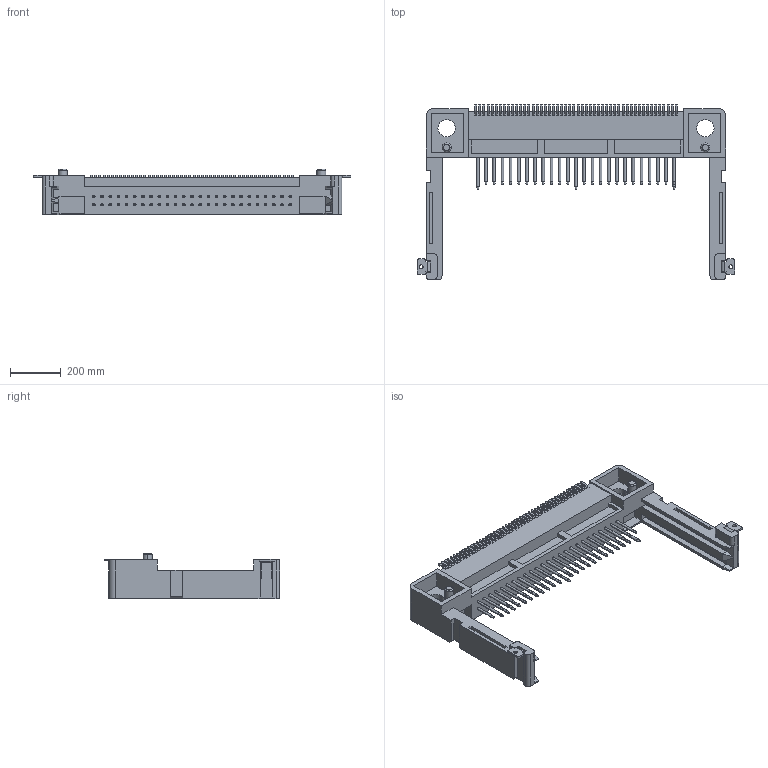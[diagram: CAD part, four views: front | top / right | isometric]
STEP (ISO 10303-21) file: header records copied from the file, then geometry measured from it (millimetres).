
FILE_DESCRIPTION((''),'2;1');
FILE_NAME('ASM0001_ASM','2018-12-10T',('Administrator'),(''),'PRO/ENGINEER BY PARAMETRIC TECHNOLOGY CORPORATION, 2007090','PRO/ENGINEER BY PARAMETRIC TECHNOLOGY CORPORATION, 2007090','');
FILE_SCHEMA(('CONFIG_CONTROL_DESIGN'));
Products named in the file (1): ASM0001_ASM
Bounding box: 1251.2 x 690.88 x 179.07 mm (x, y, z)
Volume: 23796542.5 mm3; surface area: 2097246.7 mm2
Topology: 1 solids, 1 shells, 2338 faces, 6635 edges, 4363 vertices
Faces by surface type: plane 1664, cylinder 536, cone 100, extrusion 34, torus 4
Entity records: 75593 total; most frequent: CARTESIAN_POINT 13979, ORIENTED_EDGE 13220, DIRECTION 12378, EDGE_CURVE 6610, VECTOR 5182, LINE 5148, VERTEX_POINT 4338, AXIS2_PLACEMENT_3D 3598
